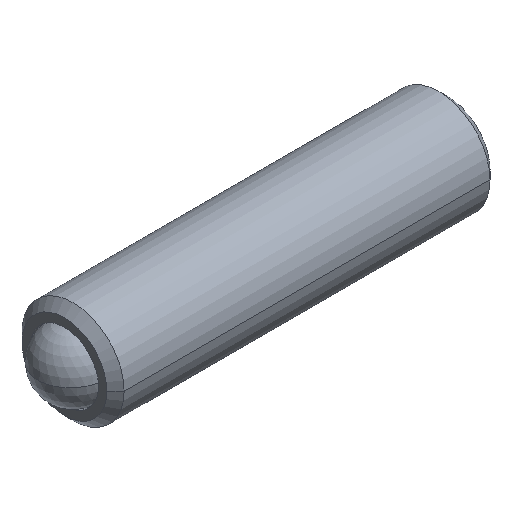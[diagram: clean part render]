
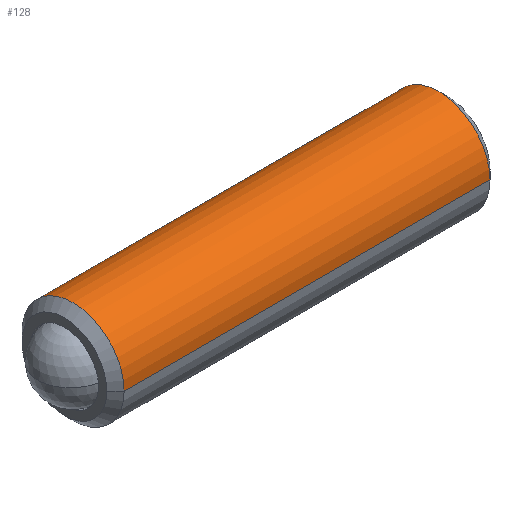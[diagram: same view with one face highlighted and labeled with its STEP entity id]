
A CAD part, isometric view. The second image highlights one B-rep face of the part: STEP entity #128.
In plain terms, the highlighted cylindrical face has radius 1.5 mm (diameter 3 mm), a partial arc.
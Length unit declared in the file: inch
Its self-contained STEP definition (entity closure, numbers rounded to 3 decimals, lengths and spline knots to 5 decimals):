
#79 = VERTEX_POINT ( 'NONE', #502 ) ;
#82 = EDGE_LOOP ( 'NONE', ( #130, #129, #135, #134 ) ) ;
#85 = VERTEX_POINT ( 'NONE', #405 ) ;
#113 = DIRECTION ( 'NONE',  ( 0., -1., 0. ) ) ;
#128 = ADVANCED_FACE ( 'NONE', ( #745 ), #749, .T. ) ;
#129 = ORIENTED_EDGE ( 'NONE', *, *, #131, .T. ) ;
#130 = ORIENTED_EDGE ( 'NONE', *, *, #132, .T. ) ;
#131 = EDGE_CURVE ( 'NONE', #85, #141, #666, .T. ) ;
#132 = EDGE_CURVE ( 'NONE', #79, #85, #670, .T. ) ;
#133 = EDGE_CURVE ( 'NONE', #79, #168, #691, .T. ) ;
#134 = ORIENTED_EDGE ( 'NONE', *, *, #133, .F. ) ;
#135 = ORIENTED_EDGE ( 'NONE', *, *, #142, .F. ) ;
#141 = VERTEX_POINT ( 'NONE', #680 ) ;
#142 = EDGE_CURVE ( 'NONE', #168, #141, #723, .T. ) ;
#168 = VERTEX_POINT ( 'NONE', #842 ) ;
#169 = DIRECTION ( 'NONE',  ( -1., 0., 0. ) ) ;
#405 = CARTESIAN_POINT ( 'NONE',  ( 0.21961, 0.06457, -0.00803 ) ) ;
#502 = CARTESIAN_POINT ( 'NONE',  ( 0.21961, -0.05354, -0.00803 ) ) ;
#619 = CARTESIAN_POINT ( 'NONE',  ( 0.21961, 0.00552, -0.00803 ) ) ;
#620 = CARTESIAN_POINT ( 'NONE',  ( -0.14739, 0.00552, -0.00803 ) ) ;
#639 = AXIS2_PLACEMENT_3D ( 'NONE', #619, #660, #659 ) ;
#655 = DIRECTION ( 'NONE',  ( -1., 0., 0. ) ) ;
#656 = VECTOR ( 'NONE', #655, 39.37008 ) ;
#657 = CARTESIAN_POINT ( 'NONE',  ( -0.14739, -0.05354, -0.00803 ) ) ;
#659 = DIRECTION ( 'NONE',  ( 0., -1., 0. ) ) ;
#660 = DIRECTION ( 'NONE',  ( -1., 0., 0. ) ) ;
#663 = DIRECTION ( 'NONE',  ( -1., 0., 0. ) ) ;
#664 = VECTOR ( 'NONE', #663, 39.37008 ) ;
#665 = CARTESIAN_POINT ( 'NONE',  ( -0.14739, 0.06457, -0.00803 ) ) ;
#666 = LINE ( 'NONE', #665, #664 ) ;
#667 = DIRECTION ( 'NONE',  ( 0., -1., 0. ) ) ;
#668 = DIRECTION ( 'NONE',  ( -1., 0., 0. ) ) ;
#670 = CIRCLE ( 'NONE', #639, 0.05906 ) ;
#671 = CARTESIAN_POINT ( 'NONE',  ( -0.20339, 0.00552, -0.00803 ) ) ;
#676 = AXIS2_PLACEMENT_3D ( 'NONE', #671, #169, #113 ) ;
#680 = CARTESIAN_POINT ( 'NONE',  ( -0.20339, 0.06457, -0.00803 ) ) ;
#689 = AXIS2_PLACEMENT_3D ( 'NONE', #620, #668, #667 ) ;
#691 = LINE ( 'NONE', #657, #656 ) ;
#723 = CIRCLE ( 'NONE', #676, 0.05906 ) ;
#745 = FACE_OUTER_BOUND ( 'NONE', #82, .T. ) ;
#749 = CYLINDRICAL_SURFACE ( 'NONE', #689, 0.05906 ) ;
#842 = CARTESIAN_POINT ( 'NONE',  ( -0.20339, -0.05354, -0.00803 ) ) ;
